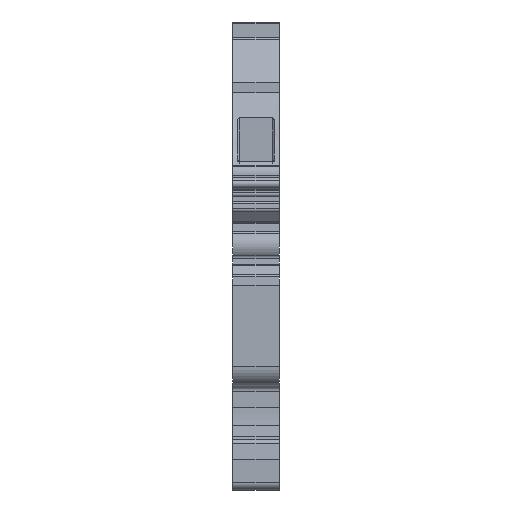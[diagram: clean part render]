
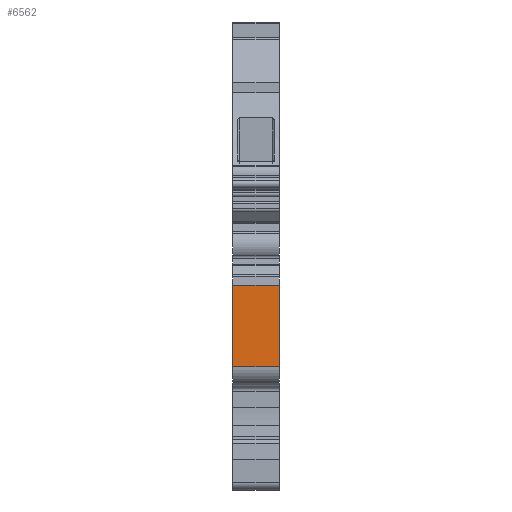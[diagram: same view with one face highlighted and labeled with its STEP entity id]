
A CAD part, front view. The second image highlights one B-rep face of the part: STEP entity #6562.
In plain terms, the highlighted planar face has unit normal (0, -1, 0).
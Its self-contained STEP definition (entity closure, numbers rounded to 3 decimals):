
#140 = ORIENTED_EDGE ( 'NONE', *, *, #9546, .T. ) ;
#852 = VECTOR ( 'NONE', #7758, 1000. ) ;
#856 = ORIENTED_EDGE ( 'NONE', *, *, #10267, .F. ) ;
#893 = DIRECTION ( 'NONE',  ( 0., 0., 1. ) ) ;
#1135 = CARTESIAN_POINT ( 'NONE',  ( 0., -42.877, 18.987 ) ) ;
#1161 = CARTESIAN_POINT ( 'NONE',  ( 6., -42.877, 18.987 ) ) ;
#1308 = DIRECTION ( 'NONE',  ( 0., 0., -1. ) ) ;
#2039 = DIRECTION ( 'NONE',  ( 0., 0., 1. ) ) ;
#2860 = DIRECTION ( 'NONE',  ( 0., 1., 0. ) ) ;
#3166 = AXIS2_PLACEMENT_3D ( 'NONE', #3477, #2860, #1308 ) ;
#3214 = CARTESIAN_POINT ( 'NONE',  ( 0., -42.877, 8.443 ) ) ;
#3477 = CARTESIAN_POINT ( 'NONE',  ( 0., -42.877, 8.443 ) ) ;
#3650 = VERTEX_POINT ( 'NONE', #6025 ) ;
#3789 = ORIENTED_EDGE ( 'NONE', *, *, #8035, .F. ) ;
#3849 = EDGE_LOOP ( 'NONE', ( #140, #856, #3789, #4318 ) ) ;
#4318 = ORIENTED_EDGE ( 'NONE', *, *, #5997, .T. ) ;
#4419 = CARTESIAN_POINT ( 'NONE',  ( 0., -42.877, 8.443 ) ) ;
#4433 = DIRECTION ( 'NONE',  ( 1., 0., 0. ) ) ;
#5058 = FACE_OUTER_BOUND ( 'NONE', #3849, .T. ) ;
#5613 = LINE ( 'NONE', #3214, #10202 ) ;
#5997 = EDGE_CURVE ( 'NONE', #9493, #3650, #10089, .T. ) ;
#6025 = CARTESIAN_POINT ( 'NONE',  ( 6., -42.877, 8.443 ) ) ;
#6562 = ADVANCED_FACE ( 'NONE', ( #5058 ), #7452, .F. ) ;
#7178 = LINE ( 'NONE', #9464, #9819 ) ;
#7380 = VERTEX_POINT ( 'NONE', #1135 ) ;
#7452 = PLANE ( 'NONE',  #3166 ) ;
#7758 = DIRECTION ( 'NONE',  ( 1., 0., 0. ) ) ;
#8035 = EDGE_CURVE ( 'NONE', #9493, #7380, #5613, .T. ) ;
#8253 = LINE ( 'NONE', #9968, #9268 ) ;
#9268 = VECTOR ( 'NONE', #4433, 1000. ) ;
#9304 = CARTESIAN_POINT ( 'NONE',  ( 0., -42.877, 8.443 ) ) ;
#9403 = VERTEX_POINT ( 'NONE', #1161 ) ;
#9464 = CARTESIAN_POINT ( 'NONE',  ( 6., -42.877, 8.443 ) ) ;
#9493 = VERTEX_POINT ( 'NONE', #4419 ) ;
#9546 = EDGE_CURVE ( 'NONE', #3650, #9403, #7178, .T. ) ;
#9819 = VECTOR ( 'NONE', #2039, 1000. ) ;
#9968 = CARTESIAN_POINT ( 'NONE',  ( 0., -42.877, 18.987 ) ) ;
#10089 = LINE ( 'NONE', #9304, #852 ) ;
#10202 = VECTOR ( 'NONE', #893, 1000. ) ;
#10267 = EDGE_CURVE ( 'NONE', #7380, #9403, #8253, .T. ) ;
